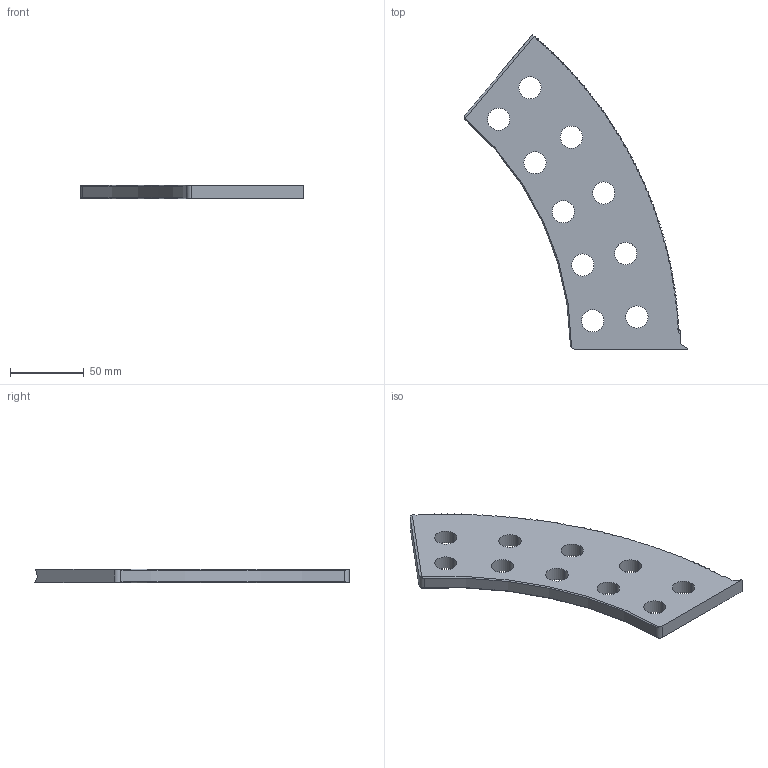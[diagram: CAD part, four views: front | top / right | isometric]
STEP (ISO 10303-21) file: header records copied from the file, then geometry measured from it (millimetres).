
FILE_DESCRIPTION (( 'STEP AP203' ), '1' );
FILE_NAME ('M7379-S.STEP', '2022-04-20T20:47:30', ( '' ), ( '' ), 'SwSTEP 2.0', 'SolidWorks 2020', '' );
FILE_SCHEMA (( 'CONFIG_CONTROL_DESIGN' ));
Length unit declared in the file: inch
Products named in the file (1): M7379-S
Bounding box: 151.25 x 213.33 x 9.49 mm (x, y, z)
Volume: 127281.9 mm3; surface area: 37416 mm2
Topology: 1 solids, 1 shells, 136 faces, 402 edges, 268 vertices
Faces by surface type: sphere 100, cylinder 24, plane 8, torus 2, cone 2
Entity records: 6368 total; most frequent: CARTESIAN_POINT 2579, DIRECTION 821, ORIENTED_EDGE 804, EDGE_CURVE 402, AXIS2_PLACEMENT_3D 392, VERTEX_POINT 268, CIRCLE 255, EDGE_LOOP 156
